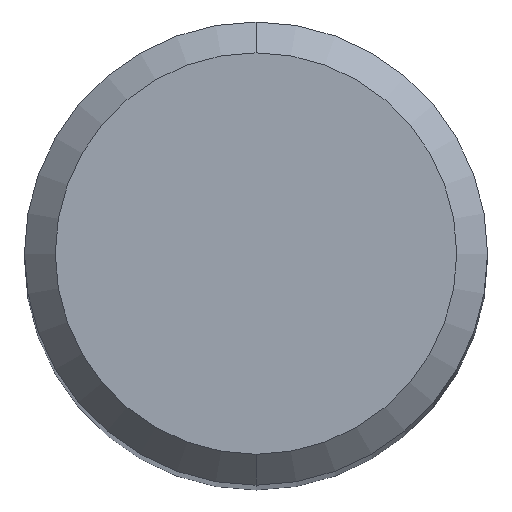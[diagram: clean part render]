
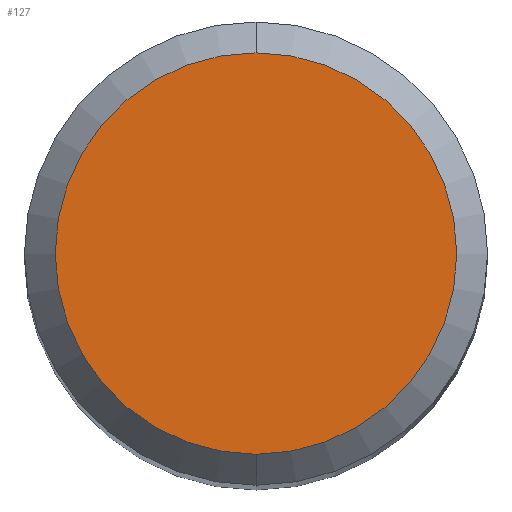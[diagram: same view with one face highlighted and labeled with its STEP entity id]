
A CAD part, top view. The second image highlights one B-rep face of the part: STEP entity #127.
In plain terms, the highlighted planar face has unit normal (0, 0, 1).
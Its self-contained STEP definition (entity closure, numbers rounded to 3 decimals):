
#125=VERTEX_POINT('',#233);
#127=ADVANCED_FACE('',(#235),#236,.T.);
#137=VERTEX_POINT('',#248);
#143=EDGE_CURVE('',#137,#125,#255,.T.);
#151=EDGE_CURVE('',#125,#137,#263,.T.);
#233=CARTESIAN_POINT('',(0.,-2.6,0.0));
#235=FACE_OUTER_BOUND('',#357,.T.);
#236=PLANE('',#358);
#248=CARTESIAN_POINT('',(0.0,2.6,0.0));
#255=CIRCLE('',#381,2.6);
#263=CIRCLE('',#392,2.6);
#357=EDGE_LOOP('',(#472,#473));
#358=AXIS2_PLACEMENT_3D('',#474,#475,#476);
#381=AXIS2_PLACEMENT_3D('',#507,#508,#509);
#392=AXIS2_PLACEMENT_3D('',#516,#517,#518);
#472=ORIENTED_EDGE('',*,*,#143,.F.);
#473=ORIENTED_EDGE('',*,*,#151,.F.);
#474=CARTESIAN_POINT('',(0.0,1.3,0.0));
#475=DIRECTION('',(-0.0,0.0,1.0));
#476=DIRECTION('',(0.0,-1.0,0.0));
#507=CARTESIAN_POINT('',(0.0,0.0,0.0));
#508=DIRECTION('',(0.0,0.0,-1.0));
#509=DIRECTION('',(0.0,1.0,0.0));
#516=CARTESIAN_POINT('',(0.0,0.0,0.0));
#517=DIRECTION('',(0.0,0.0,-1.0));
#518=DIRECTION('',(0.0,1.0,0.0));
